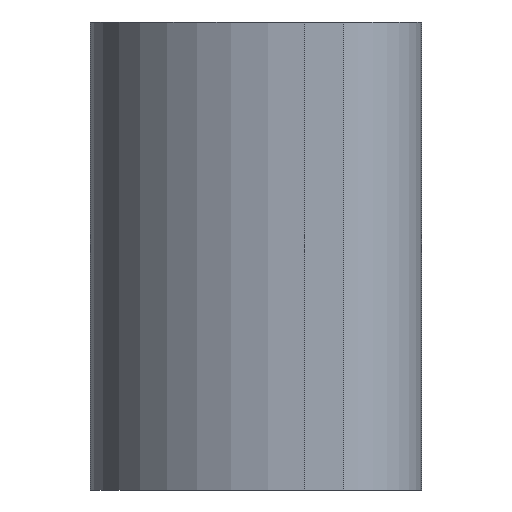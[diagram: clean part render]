
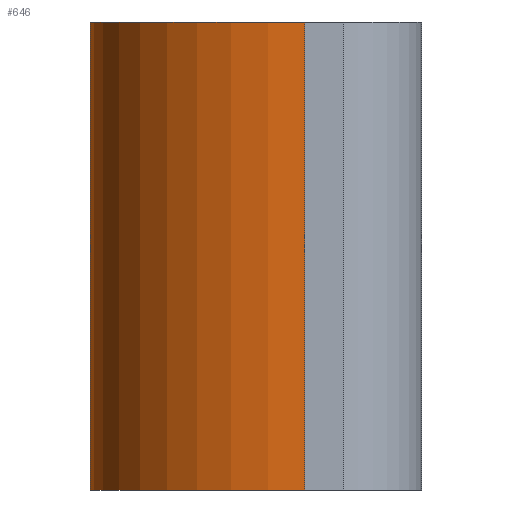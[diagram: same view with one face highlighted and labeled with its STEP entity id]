
A CAD part, left-side view. The second image highlights one B-rep face of the part: STEP entity #646.
In plain terms, the highlighted cylindrical face has radius 5.5 mm (diameter 11 mm), a partial arc.
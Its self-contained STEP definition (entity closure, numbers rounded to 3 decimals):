
#43 = FACE_OUTER_BOUND ( 'NONE', #568, .T. ) ;
#52 = CARTESIAN_POINT ( 'NONE',  ( -20., 3., 6. ) ) ;
#108 = DIRECTION ( 'NONE',  ( 0., 0., -1. ) ) ;
#126 = AXIS2_PLACEMENT_3D ( 'NONE', #270, #471, #216 ) ;
#147 = AXIS2_PLACEMENT_3D ( 'NONE', #178, #634, #475 ) ;
#149 = CARTESIAN_POINT ( 'NONE',  ( -14.5, 3., -6. ) ) ;
#151 = DIRECTION ( 'NONE',  ( -1., 0., 0. ) ) ;
#156 = ORIENTED_EDGE ( 'NONE', *, *, #530, .T. ) ;
#172 = ORIENTED_EDGE ( 'NONE', *, *, #495, .F. ) ;
#178 = CARTESIAN_POINT ( 'NONE',  ( -20., 3., 6. ) ) ;
#182 = VERTEX_POINT ( 'NONE', #577 ) ;
#198 = CARTESIAN_POINT ( 'NONE',  ( -25.5, 3., 6. ) ) ;
#199 = VECTOR ( 'NONE', #576, 1000. ) ;
#216 = DIRECTION ( 'NONE',  ( 1., 0., 0. ) ) ;
#241 = EDGE_CURVE ( 'NONE', #643, #384, #352, .T. ) ;
#259 = CARTESIAN_POINT ( 'NONE',  ( -25.5, 3., -6. ) ) ;
#270 = CARTESIAN_POINT ( 'NONE',  ( -20., 3., -6. ) ) ;
#284 = LINE ( 'NONE', #429, #199 ) ;
#300 = CIRCLE ( 'NONE', #147, 5.5 ) ;
#352 = LINE ( 'NONE', #558, #594 ) ;
#356 = VERTEX_POINT ( 'NONE', #149 ) ;
#375 = ORIENTED_EDGE ( 'NONE', *, *, #444, .T. ) ;
#384 = VERTEX_POINT ( 'NONE', #259 ) ;
#407 = CIRCLE ( 'NONE', #126, 5.5 ) ;
#429 = CARTESIAN_POINT ( 'NONE',  ( -14.5, 3., 6. ) ) ;
#444 = EDGE_CURVE ( 'NONE', #356, #384, #407, .T. ) ;
#446 = DIRECTION ( 'NONE',  ( 0., 0., -1. ) ) ;
#471 = DIRECTION ( 'NONE',  ( 0., 0., 1. ) ) ;
#475 = DIRECTION ( 'NONE',  ( 1., 0., 0. ) ) ;
#479 = ORIENTED_EDGE ( 'NONE', *, *, #241, .F. ) ;
#495 = EDGE_CURVE ( 'NONE', #182, #643, #300, .T. ) ;
#496 = CYLINDRICAL_SURFACE ( 'NONE', #499, 5.5 ) ;
#499 = AXIS2_PLACEMENT_3D ( 'NONE', #52, #446, #151 ) ;
#530 = EDGE_CURVE ( 'NONE', #182, #356, #284, .T. ) ;
#558 = CARTESIAN_POINT ( 'NONE',  ( -25.5, 3., 6. ) ) ;
#568 = EDGE_LOOP ( 'NONE', ( #375, #479, #172, #156 ) ) ;
#576 = DIRECTION ( 'NONE',  ( 0., 0., -1. ) ) ;
#577 = CARTESIAN_POINT ( 'NONE',  ( -14.5, 3., 6. ) ) ;
#594 = VECTOR ( 'NONE', #108, 1000. ) ;
#634 = DIRECTION ( 'NONE',  ( 0., 0., 1. ) ) ;
#643 = VERTEX_POINT ( 'NONE', #198 ) ;
#646 = ADVANCED_FACE ( 'NONE', ( #43 ), #496, .T. ) ;
